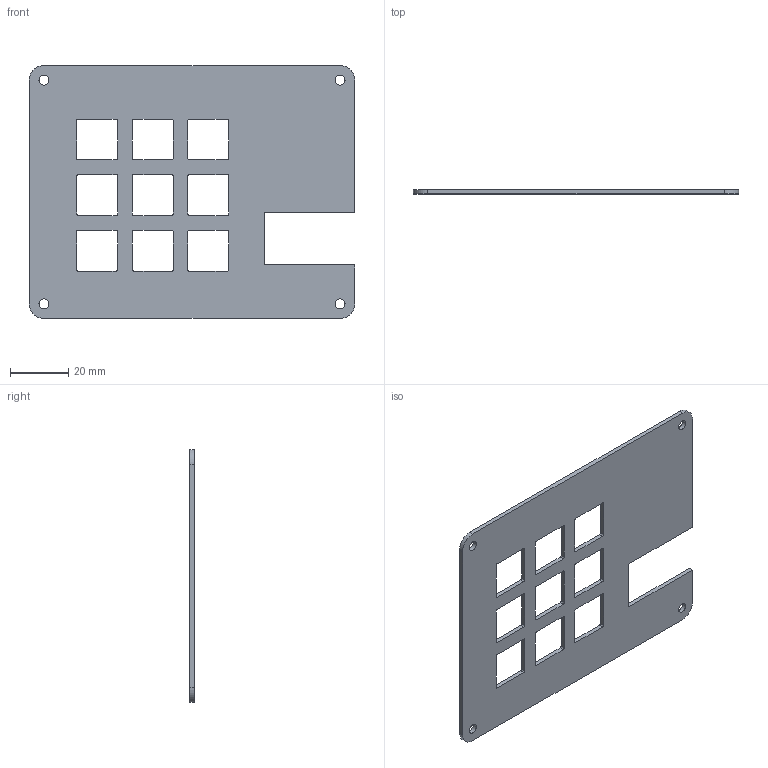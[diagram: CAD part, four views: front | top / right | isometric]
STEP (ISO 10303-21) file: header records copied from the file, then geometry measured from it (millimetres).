
FILE_DESCRIPTION(/* description */ (''),/* implementation_level */ '2;1');
FILE_NAME(/* name */ 'Shlok''s Goated Pad top.step',/* time_stamp */ '2026-01-01T17:10:13-05:00',/* author */ (''),/* organization */ (''),/* preprocessor_version */ 'ST-DEVELOPER v20.1',/* originating_system */ 'Autodesk Translation Framework v14.21.0.0',/* authorisation */ '');
FILE_SCHEMA (('AUTOMOTIVE_DESIGN { 1 0 10303 214 3 1 1 }'));
Length unit declared in the file: millimetre
Products named in the file (1): 2025-12-31-16-50-11-326
Bounding box: 111.49 x 1.5 x 86.67 mm (x, y, z)
Volume: 10927.9 mm3; surface area: 16060.2 mm2
Topology: 1 solids, 1 shells, 457 faces, 1293 edges, 862 vertices
Faces by surface type: bspline 273, plane 140, cylinder 44
Full cylindrical faces by diameter (mm): 3.4 x4
Entity records: 17390 total; most frequent: CARTESIAN_POINT 7254, ORIENTED_EDGE 2586, EDGE_CURVE 1293, DIRECTION 1205, VERTEX_POINT 862, LINE 659, VECTOR 659, B_SPLINE_CURVE_WITH_KNOTS 546
